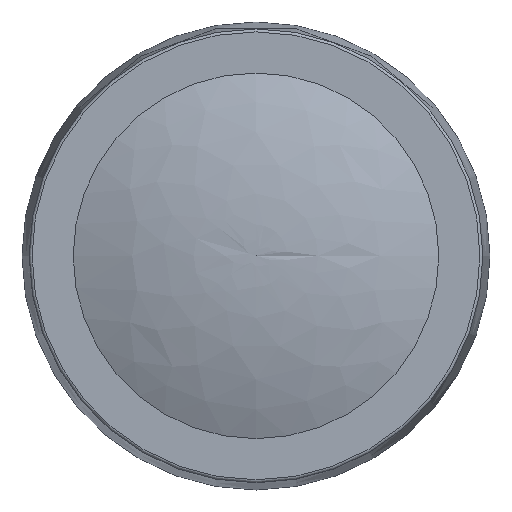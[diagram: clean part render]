
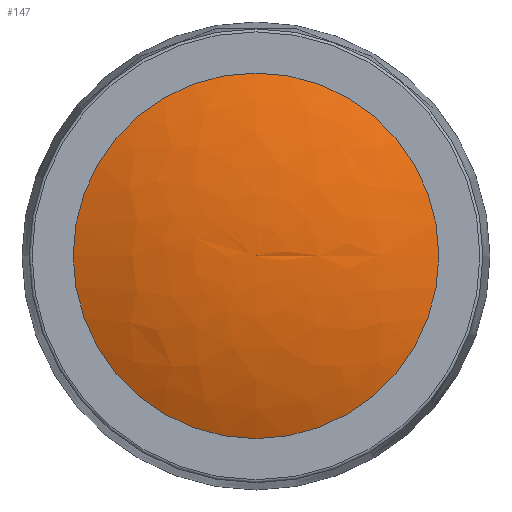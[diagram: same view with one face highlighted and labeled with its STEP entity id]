
A CAD part, top view. The second image highlights one B-rep face of the part: STEP entity #147.
In plain terms, the highlighted free-form (B-spline) face has degree [3, 3] with [4, 7] control points.
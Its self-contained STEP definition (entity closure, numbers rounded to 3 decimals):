
#147 = ADVANCED_FACE( '', ( #373, #374 ), #375, .T. );
#373 = FACE_BOUND( '', #719, .T. );
#374 = FACE_OUTER_BOUND( '', #720, .T. );
#375 = ( BOUNDED_SURFACE(  )B_SPLINE_SURFACE( 3, 3, ( ( #723, #724, #725, #726, #727, #728, #729 ), ( #730, #731, #732, #733, #734, #735, #736 ), ( #737, #738, #739, #740, #741, #742, #743 ), ( #744, #745, #746, #747, #748, #749, #750 ) ), .UNSPECIFIED., .F., .T., .F. )B_SPLINE_SURFACE_WITH_KNOTS( ( 4, 4 ), ( 4, 3, 4 ), ( 0., 6.283 ), ( 1.175, 1.389, 1.602 ), .UNSPECIFIED. )GEOMETRIC_REPRESENTATION_ITEM(  )RATIONAL_B_SPLINE_SURFACE( ( ( 1., 0.333, 0.333, 1., 0.333, 0.333, 1. ), ( 0.985, 0.328, 0.328, 0.985, 0.328, 0.328, 0.985 ), ( 0.985, 0.328, 0.328, 0.985, 0.328, 0.328, 0.985 ), ( 1., 0.333, 0.333, 1., 0.333, 0.333, 1. ) ) )REPRESENTATION_ITEM( '' )SURFACE(  ) );
#719 = VERTEX_LOOP( '', #1148 );
#720 = EDGE_LOOP( '', ( #1149 ) );
#723 = CARTESIAN_POINT( '', ( 0., 0., 27.6 ) );
#724 = CARTESIAN_POINT( '', ( 0., 0., 27.6 ) );
#725 = CARTESIAN_POINT( '', ( 0., 0., 27.6 ) );
#726 = CARTESIAN_POINT( '', ( 0., 0., 27.6 ) );
#727 = CARTESIAN_POINT( '', ( 0., 0., 27.6 ) );
#728 = CARTESIAN_POINT( '', ( 0., 0., 27.6 ) );
#729 = CARTESIAN_POINT( '', ( 0., 0., 27.6 ) );
#730 = CARTESIAN_POINT( '', ( 4.3, 0., 27.735 ) );
#731 = CARTESIAN_POINT( '', ( 4.3, 8.599, 27.735 ) );
#732 = CARTESIAN_POINT( '', ( -4.3, 8.599, 27.735 ) );
#733 = CARTESIAN_POINT( '', ( -4.3, 0., 27.735 ) );
#734 = CARTESIAN_POINT( '', ( -4.3, -8.599, 27.735 ) );
#735 = CARTESIAN_POINT( '', ( 4.3, -8.599, 27.735 ) );
#736 = CARTESIAN_POINT( '', ( 4.3, 0., 27.735 ) );
#737 = CARTESIAN_POINT( '', ( 8.53, 0., 26.957 ) );
#738 = CARTESIAN_POINT( '', ( 8.53, 17.06, 26.957 ) );
#739 = CARTESIAN_POINT( '', ( -8.53, 17.06, 26.957 ) );
#740 = CARTESIAN_POINT( '', ( -8.53, 0., 26.957 ) );
#741 = CARTESIAN_POINT( '', ( -8.53, -17.06, 26.957 ) );
#742 = CARTESIAN_POINT( '', ( 8.53, -17.06, 26.957 ) );
#743 = CARTESIAN_POINT( '', ( 8.53, 0., 26.957 ) );
#744 = CARTESIAN_POINT( '', ( 12.5, 0., 25.3 ) );
#745 = CARTESIAN_POINT( '', ( 12.5, 25., 25.3 ) );
#746 = CARTESIAN_POINT( '', ( -12.5, 25., 25.3 ) );
#747 = CARTESIAN_POINT( '', ( -12.5, 0., 25.3 ) );
#748 = CARTESIAN_POINT( '', ( -12.5, -25., 25.3 ) );
#749 = CARTESIAN_POINT( '', ( 12.5, -25., 25.3 ) );
#750 = CARTESIAN_POINT( '', ( 12.5, 0., 25.3 ) );
#1148 = VERTEX_POINT( '', #1738 );
#1149 = ORIENTED_EDGE( '', *, *, #1739, .T. );
#1738 = CARTESIAN_POINT( '', ( 0., 0., 27.6 ) );
#1739 = EDGE_CURVE( '', #2014, #2014, #2015, .T. );
#2014 = VERTEX_POINT( '', #2450 );
#2015 = CIRCLE( '', #2451, 12.5 );
#2450 = CARTESIAN_POINT( '', ( 12.5, 0., 25.3 ) );
#2451 = AXIS2_PLACEMENT_3D( '', #2893, #2894, #2895 );
#2893 = CARTESIAN_POINT( '', ( 0., 0., 25.3 ) );
#2894 = DIRECTION( '', ( 0., 0., 1. ) );
#2895 = DIRECTION( '', ( 1., 0., 0. ) );
